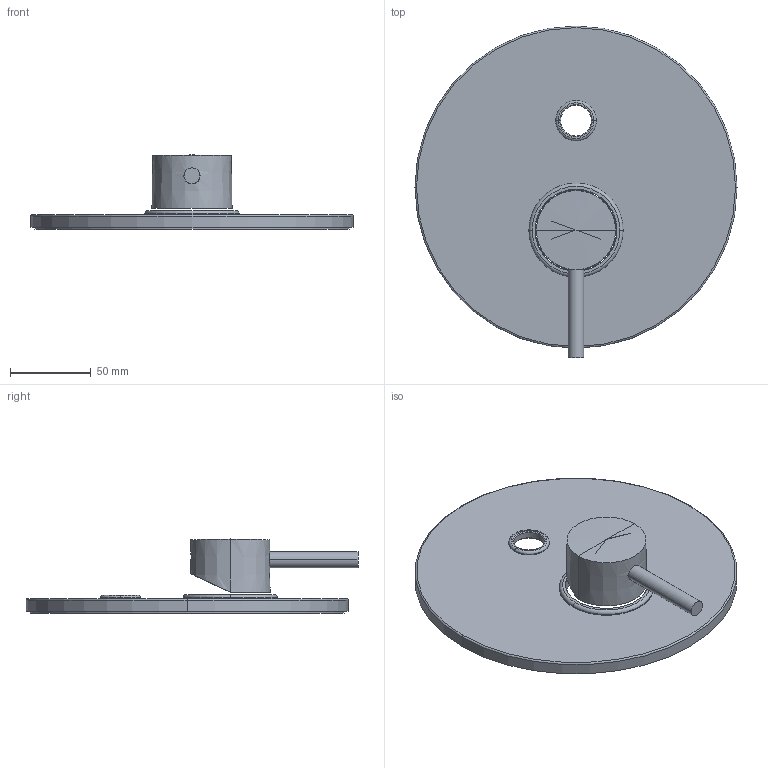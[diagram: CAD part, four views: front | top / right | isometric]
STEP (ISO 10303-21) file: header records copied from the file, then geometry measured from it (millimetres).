
FILE_DESCRIPTION((''),'2;1');
FILE_NAME('SK015CREST','2021-11-09T08:30:55',('ut3'),('PAFFONI SpA'),'CREO PARAMETRIC BY PTC INC, 2020044','CREO PARAMETRIC BY PTC INC, 2020044','');
FILE_SCHEMA(('CONFIG_CONTROL_DESIGN','SHAPE_APPEARANCE_LAYERS_GROUPS'));
Length unit declared in the file: millimetre
Products named in the file (1): SK015CREST
Bounding box: 200 x 206.1 x 46 mm (x, y, z)
Volume: 162773.3 mm3; surface area: 94829.6 mm2
Topology: 2 solids, 2 shells, 115 faces, 267 edges, 167 vertices
Faces by surface type: plane 46, cylinder 31, torus 20, cone 18
Entity records: 4495 total; most frequent: CARTESIAN_POINT 943, DIRECTION 599, ORIENTED_EDGE 530, EDGE_CURVE 265, AXIS2_PLACEMENT_3D 248, VERTEX_POINT 167, EDGE_LOOP 136, CIRCLE 133
